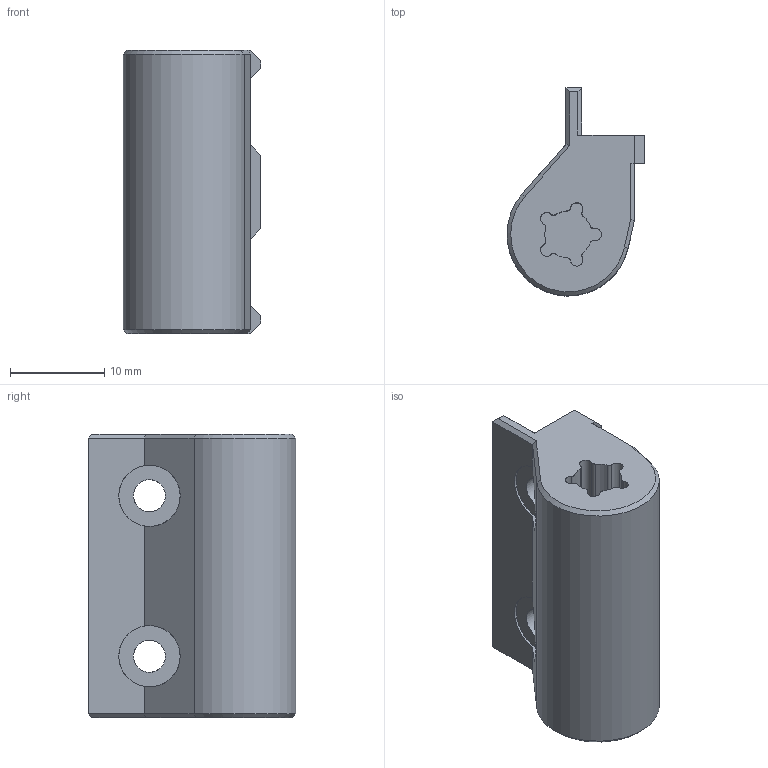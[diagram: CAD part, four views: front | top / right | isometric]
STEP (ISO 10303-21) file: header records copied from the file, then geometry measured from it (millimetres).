
FILE_DESCRIPTION(/* description */ (''),/* implementation_level */ '2;1');
FILE_NAME(/* name */ 'cazas_Mini_Fridge_Hinge_Right_3mmFoam_6.5mmsockets_smallertabs v1.step',/* time_stamp */ '2023-11-30T07:56:43-08:00',/* author */ (''),/* organization */ (''),/* preprocessor_version */ 'ST-DEVELOPER v20',/* originating_system */ 'Autodesk Translation Framework v12.14.0.127',/* authorisation */ '');
FILE_SCHEMA (('AUTOMOTIVE_DESIGN { 1 0 10303 214 3 1 1 }'));
Length unit declared in the file: millimetre
Products named in the file (2): cazas_Mini_Fridge_Hinge_Right_3mmFoam_6.5mmsockets_smallertabs; temp_import.step (1)
Assembly tree (1 placements, depth 2):
  cazas_Mini_Fridge_Hinge_Right_3mmFoam_6.5mmsockets_smallertabs
    temp_import.step (1)
Bounding box: 14.62 x 22.02 x 30 mm (x, y, z)
Volume: 4819.6 mm3; surface area: 2890.7 mm2
Topology: 1 solids, 1 shells, 73 faces, 204 edges, 132 vertices
Faces by surface type: plane 42, cylinder 29, cone 2
Full cylindrical faces by diameter (mm): 3.4 x2, 6.5 x2
Entity records: 2418 total; most frequent: DIRECTION 424, CARTESIAN_POINT 412, ORIENTED_EDGE 408, EDGE_CURVE 204, AXIS2_PLACEMENT_3D 144, LINE 136, VECTOR 136, VERTEX_POINT 132
